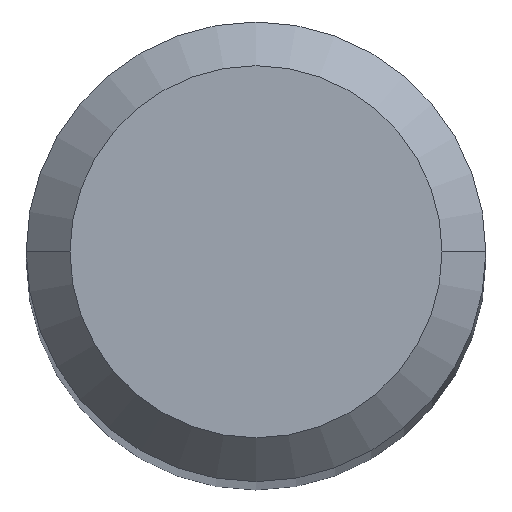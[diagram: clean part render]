
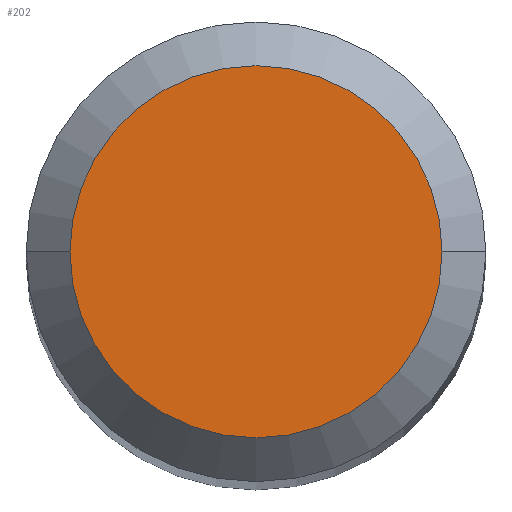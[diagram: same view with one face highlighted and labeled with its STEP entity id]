
A CAD part, top view. The second image highlights one B-rep face of the part: STEP entity #202.
In plain terms, the highlighted planar face has unit normal (0, 0, 1).
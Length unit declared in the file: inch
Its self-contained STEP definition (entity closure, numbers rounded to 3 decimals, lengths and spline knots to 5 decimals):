
#6 = CIRCLE ( 'NONE', #236, 0.06375 ) ;
#19 = DIRECTION ( 'NONE',  ( 1., 0., 0. ) ) ;
#27 = VERTEX_POINT ( 'NONE', #35 ) ;
#35 = CARTESIAN_POINT ( 'NONE',  ( -0.06375, 0., 0. ) ) ;
#67 = ORIENTED_EDGE ( 'NONE', *, *, #136, .T. ) ;
#84 = PLANE ( 'NONE',  #253 ) ;
#90 = DIRECTION ( 'NONE',  ( 1., 0., 0. ) ) ;
#127 = DIRECTION ( 'NONE',  ( 0., 0., 1. ) ) ;
#131 = CARTESIAN_POINT ( 'NONE',  ( 0.06375, 0., 0. ) ) ;
#136 = EDGE_CURVE ( 'NONE', #27, #277, #292, .T. ) ;
#145 = DIRECTION ( 'NONE',  ( 0., 0., 1. ) ) ;
#191 = DIRECTION ( 'NONE',  ( -1., 0., 0. ) ) ;
#202 = ADVANCED_FACE ( 'NONE', ( #336 ), #84, .F. ) ;
#230 = CARTESIAN_POINT ( 'NONE',  ( 0., 0.06375, 0. ) ) ;
#236 = AXIS2_PLACEMENT_3D ( 'NONE', #460, #127, #90 ) ;
#253 = AXIS2_PLACEMENT_3D ( 'NONE', #230, #377, #191 ) ;
#265 = EDGE_LOOP ( 'NONE', ( #67, #270 ) ) ;
#270 = ORIENTED_EDGE ( 'NONE', *, *, #372, .T. ) ;
#277 = VERTEX_POINT ( 'NONE', #131 ) ;
#292 = CIRCLE ( 'NONE', #402, 0.06375 ) ;
#336 = FACE_OUTER_BOUND ( 'NONE', #265, .T. ) ;
#340 = CARTESIAN_POINT ( 'NONE',  ( 0., 0., 0. ) ) ;
#372 = EDGE_CURVE ( 'NONE', #277, #27, #6, .T. ) ;
#377 = DIRECTION ( 'NONE',  ( 0., 0., -1. ) ) ;
#402 = AXIS2_PLACEMENT_3D ( 'NONE', #340, #145, #19 ) ;
#460 = CARTESIAN_POINT ( 'NONE',  ( 0., 0., 0. ) ) ;
